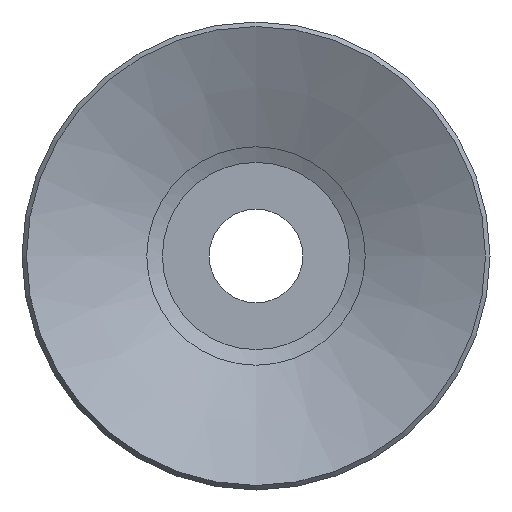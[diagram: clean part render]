
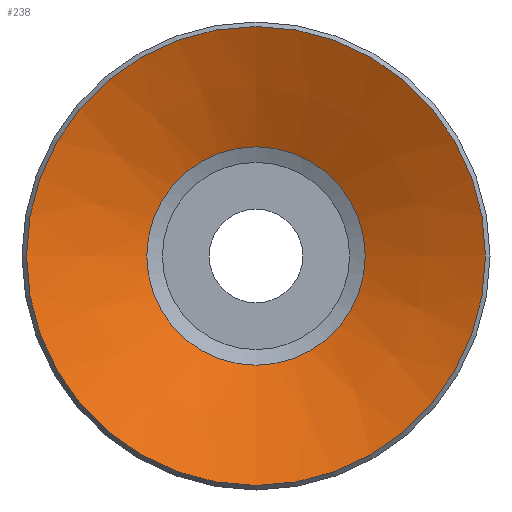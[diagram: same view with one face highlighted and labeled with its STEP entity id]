
A CAD part, front view. The second image highlights one B-rep face of the part: STEP entity #238.
In plain terms, the highlighted conical face has half-angle 65.006 degrees and reference radius 7 mm.
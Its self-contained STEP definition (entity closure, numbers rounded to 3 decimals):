
#28=CONICAL_SURFACE('',#281,7.,1.135);
#52=ORIENTED_EDGE('',*,*,#87,.T.);
#53=ORIENTED_EDGE('',*,*,#86,.F.);
#86=EDGE_CURVE('',#107,#107,#128,.T.);
#87=EDGE_CURVE('',#108,#108,#129,.T.);
#107=VERTEX_POINT('',#418);
#108=VERTEX_POINT('',#421);
#128=CIRCLE('',#280,7.);
#129=CIRCLE('',#282,14.711);
#157=EDGE_LOOP('',(#52));
#158=EDGE_LOOP('',(#53));
#199=FACE_BOUND('',#157,.T.);
#200=FACE_BOUND('',#158,.T.);
#238=ADVANCED_FACE('',(#199,#200),#28,.F.);
#280=AXIS2_PLACEMENT_3D('',#417,#340,#341);
#281=AXIS2_PLACEMENT_3D('',#419,#342,#343);
#282=AXIS2_PLACEMENT_3D('',#420,#344,#345);
#340=DIRECTION('',(0.,-1.,0.));
#341=DIRECTION('',(0.,0.,-1.));
#342=DIRECTION('',(0.,-1.,0.));
#343=DIRECTION('',(0.,0.,-1.));
#344=DIRECTION('',(0.,-1.,0.));
#345=DIRECTION('',(0.,0.,-1.));
#417=CARTESIAN_POINT('',(0.,3.75,0.));
#418=CARTESIAN_POINT('',(0.,3.75,-7.));
#419=CARTESIAN_POINT('',(0.,3.75,0.));
#420=CARTESIAN_POINT('',(0.,0.155,0.));
#421=CARTESIAN_POINT('',(0.,0.155,-14.711));
